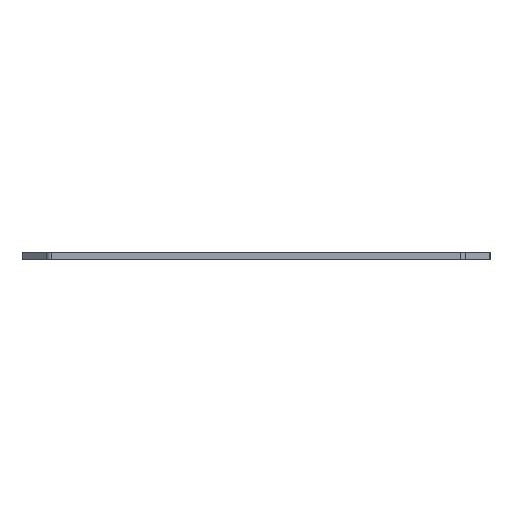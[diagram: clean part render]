
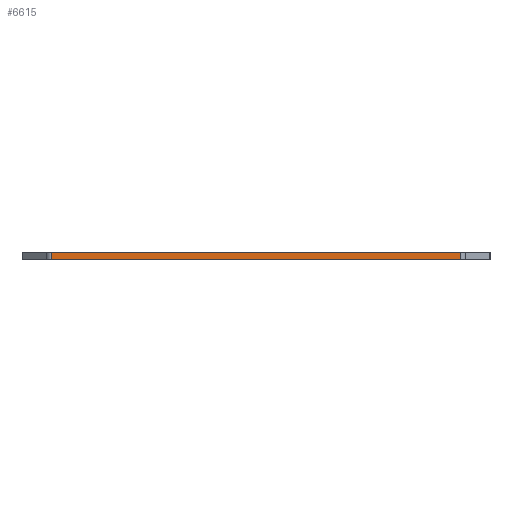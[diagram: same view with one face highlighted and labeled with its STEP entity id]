
A CAD part, left-side view. The second image highlights one B-rep face of the part: STEP entity #6615.
In plain terms, the highlighted planar face has unit normal (-1, 0, 0).
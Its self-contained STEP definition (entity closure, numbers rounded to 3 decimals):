
#475=FACE_OUTER_BOUND('',#779,.T.);
#779=EDGE_LOOP('',(#5367,#5368,#5369,#5370));
#1783=LINE('',#10226,#2669);
#1784=LINE('',#10229,#2670);
#1785=LINE('',#10231,#2671);
#1786=LINE('',#10232,#2672);
#2669=VECTOR('',#8419,10.);
#2670=VECTOR('',#8422,10.);
#2671=VECTOR('',#8423,10.);
#2672=VECTOR('',#8424,10.);
#3285=VERTEX_POINT('',#10222);
#3286=VERTEX_POINT('',#10224);
#3287=VERTEX_POINT('',#10228);
#3288=VERTEX_POINT('',#10230);
#4175=EDGE_CURVE('',#3285,#3286,#1783,.T.);
#4176=EDGE_CURVE('',#3287,#3285,#1784,.T.);
#4177=EDGE_CURVE('',#3288,#3286,#1785,.T.);
#4178=EDGE_CURVE('',#3287,#3288,#1786,.T.);
#5367=ORIENTED_EDGE('',*,*,#4176,.T.);
#5368=ORIENTED_EDGE('',*,*,#4175,.T.);
#5369=ORIENTED_EDGE('',*,*,#4177,.F.);
#5370=ORIENTED_EDGE('',*,*,#4178,.F.);
#6313=PLANE('',#6949);
#6615=ADVANCED_FACE('',(#475),#6313,.T.);
#6949=AXIS2_PLACEMENT_3D('',#10227,#8420,#8421);
#8419=DIRECTION('',(0.,0.,-1.));
#8420=DIRECTION('center_axis',(-1.,0.,0.));
#8421=DIRECTION('ref_axis',(0.,1.,0.));
#8422=DIRECTION('',(0.,1.,0.));
#8423=DIRECTION('',(0.,1.,0.));
#8424=DIRECTION('',(0.,0.,-1.));
#10222=CARTESIAN_POINT('',(-158.388,40.956,0.));
#10224=CARTESIAN_POINT('',(-158.388,40.956,-1.5));
#10226=CARTESIAN_POINT('',(-158.388,40.956,0.));
#10227=CARTESIAN_POINT('Origin',(-158.388,-39.194,0.));
#10228=CARTESIAN_POINT('',(-158.388,-39.194,0.));
#10229=CARTESIAN_POINT('',(-158.388,-39.194,0.));
#10230=CARTESIAN_POINT('',(-158.388,-39.194,-1.5));
#10231=CARTESIAN_POINT('',(-158.388,-39.194,-1.5));
#10232=CARTESIAN_POINT('',(-158.388,-39.194,0.));
